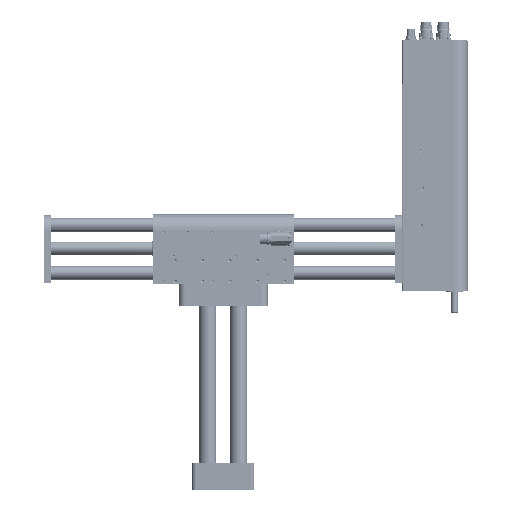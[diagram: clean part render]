
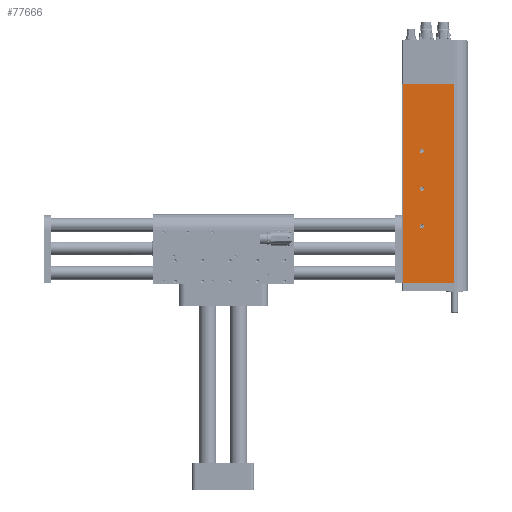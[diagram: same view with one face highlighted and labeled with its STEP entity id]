
A CAD part, top view. The second image highlights one B-rep face of the part: STEP entity #77666.
In plain terms, the highlighted face is planar.
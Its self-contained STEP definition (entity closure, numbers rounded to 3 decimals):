
#1528 = ORIENTED_EDGE ( 'NONE', *, *, #123185, .T. ) ;
#3201 = DIRECTION ( 'NONE',  ( 0., 1., 0. ) ) ;
#3424 = LINE ( 'NONE', #109755, #106396 ) ;
#4642 = CARTESIAN_POINT ( 'NONE',  ( 20., -47.5, 83. ) ) ;
#8236 = CARTESIAN_POINT ( 'NONE',  ( 20., -75.5, 0. ) ) ;
#11409 = EDGE_CURVE ( 'NONE', #91598, #49219, #48879, .T. ) ;
#22483 = DIRECTION ( 'NONE',  ( 0., 0., -1. ) ) ;
#23103 = ORIENTED_EDGE ( 'NONE', *, *, #135458, .F. ) ;
#24622 = CARTESIAN_POINT ( 'NONE',  ( 20., -47.5, 134.85 ) ) ;
#34132 = FACE_BOUND ( 'NONE', #71628, .T. ) ;
#35104 = FACE_BOUND ( 'NONE', #74563, .T. ) ;
#36073 = CARTESIAN_POINT ( 'NONE',  ( 20., 0., 291. ) ) ;
#39176 = DIRECTION ( 'NONE',  ( 0., 0., -1. ) ) ;
#39474 = VECTOR ( 'NONE', #3201, 1000. ) ;
#40107 = CARTESIAN_POINT ( 'NONE',  ( 20., 0., 291. ) ) ;
#40168 = LINE ( 'NONE', #114725, #164614 ) ;
#40457 = ORIENTED_EDGE ( 'NONE', *, *, #103510, .F. ) ;
#43559 = CIRCLE ( 'NONE', #81554, 3.15 ) ;
#45620 = CIRCLE ( 'NONE', #185455, 3.15 ) ;
#48879 = LINE ( 'NONE', #121471, #39474 ) ;
#49219 = VERTEX_POINT ( 'NONE', #166747 ) ;
#52579 = ORIENTED_EDGE ( 'NONE', *, *, #11409, .T. ) ;
#55648 = DIRECTION ( 'NONE',  ( 1., 0., 0. ) ) ;
#64894 = PLANE ( 'NONE',  #170564 ) ;
#71628 = EDGE_LOOP ( 'NONE', ( #83774 ) ) ;
#72695 = CARTESIAN_POINT ( 'NONE',  ( 20., 0., 291. ) ) ;
#74563 = EDGE_LOOP ( 'NONE', ( #40457 ) ) ;
#75311 = ORIENTED_EDGE ( 'NONE', *, *, #171436, .F. ) ;
#77666 = ADVANCED_FACE ( 'NONE', ( #35104, #34132, #79826, #94701 ), #64894, .F. ) ;
#79219 = VERTEX_POINT ( 'NONE', #195705 ) ;
#79826 = FACE_BOUND ( 'NONE', #127278, .T. ) ;
#81554 = AXIS2_PLACEMENT_3D ( 'NONE', #4642, #112912, #22483 ) ;
#81611 = CIRCLE ( 'NONE', #131986, 3.15 ) ;
#82769 = DIRECTION ( 'NONE',  ( 0., -1., 0. ) ) ;
#83774 = ORIENTED_EDGE ( 'NONE', *, *, #139920, .F. ) ;
#91501 = LINE ( 'NONE', #72695, #138264 ) ;
#91598 = VERTEX_POINT ( 'NONE', #8236 ) ;
#94701 = FACE_OUTER_BOUND ( 'NONE', #126140, .T. ) ;
#98358 = CARTESIAN_POINT ( 'NONE',  ( 20., -47.5, 193. ) ) ;
#103510 = EDGE_CURVE ( 'NONE', #79219, #79219, #81611, .T. ) ;
#106396 = VECTOR ( 'NONE', #181464, 1000. ) ;
#109755 = CARTESIAN_POINT ( 'NONE',  ( 20., 0., 291. ) ) ;
#111364 = VERTEX_POINT ( 'NONE', #172022 ) ;
#111608 = DIRECTION ( 'NONE',  ( -1., 0., 0. ) ) ;
#112912 = DIRECTION ( 'NONE',  ( 1., 0., 0. ) ) ;
#114725 = CARTESIAN_POINT ( 'NONE',  ( 20., -75.5, 291. ) ) ;
#121471 = CARTESIAN_POINT ( 'NONE',  ( 20., 0., 0. ) ) ;
#123185 = EDGE_CURVE ( 'NONE', #132982, #91598, #40168, .T. ) ;
#124539 = CARTESIAN_POINT ( 'NONE',  ( 20., -75.5, 291. ) ) ;
#126140 = EDGE_LOOP ( 'NONE', ( #23103, #1528, #52579, #75311 ) ) ;
#127278 = EDGE_LOOP ( 'NONE', ( #186193 ) ) ;
#131986 = AXIS2_PLACEMENT_3D ( 'NONE', #98358, #55648, #147084 ) ;
#132982 = VERTEX_POINT ( 'NONE', #124539 ) ;
#135458 = EDGE_CURVE ( 'NONE', #132982, #157824, #3424, .T. ) ;
#138264 = VECTOR ( 'NONE', #166127, 1000. ) ;
#139920 = EDGE_CURVE ( 'NONE', #111364, #111364, #43559, .T. ) ;
#143761 = CARTESIAN_POINT ( 'NONE',  ( 20., -47.5, 138. ) ) ;
#147084 = DIRECTION ( 'NONE',  ( 0., 0., -1. ) ) ;
#156534 = EDGE_CURVE ( 'NONE', #176709, #176709, #45620, .T. ) ;
#157824 = VERTEX_POINT ( 'NONE', #40107 ) ;
#164614 = VECTOR ( 'NONE', #39176, 1000. ) ;
#166127 = DIRECTION ( 'NONE',  ( 0., 0., -1. ) ) ;
#166747 = CARTESIAN_POINT ( 'NONE',  ( 20., 0., 0. ) ) ;
#170564 = AXIS2_PLACEMENT_3D ( 'NONE', #36073, #111608, #82769 ) ;
#171436 = EDGE_CURVE ( 'NONE', #157824, #49219, #91501, .T. ) ;
#171649 = DIRECTION ( 'NONE',  ( 0., 0., -1. ) ) ;
#172022 = CARTESIAN_POINT ( 'NONE',  ( 20., -47.5, 79.85 ) ) ;
#176709 = VERTEX_POINT ( 'NONE', #24622 ) ;
#181464 = DIRECTION ( 'NONE',  ( 0., 1., 0. ) ) ;
#185455 = AXIS2_PLACEMENT_3D ( 'NONE', #143761, #186608, #171649 ) ;
#186193 = ORIENTED_EDGE ( 'NONE', *, *, #156534, .F. ) ;
#186608 = DIRECTION ( 'NONE',  ( 1., 0., 0. ) ) ;
#195705 = CARTESIAN_POINT ( 'NONE',  ( 20., -47.5, 189.85 ) ) ;
